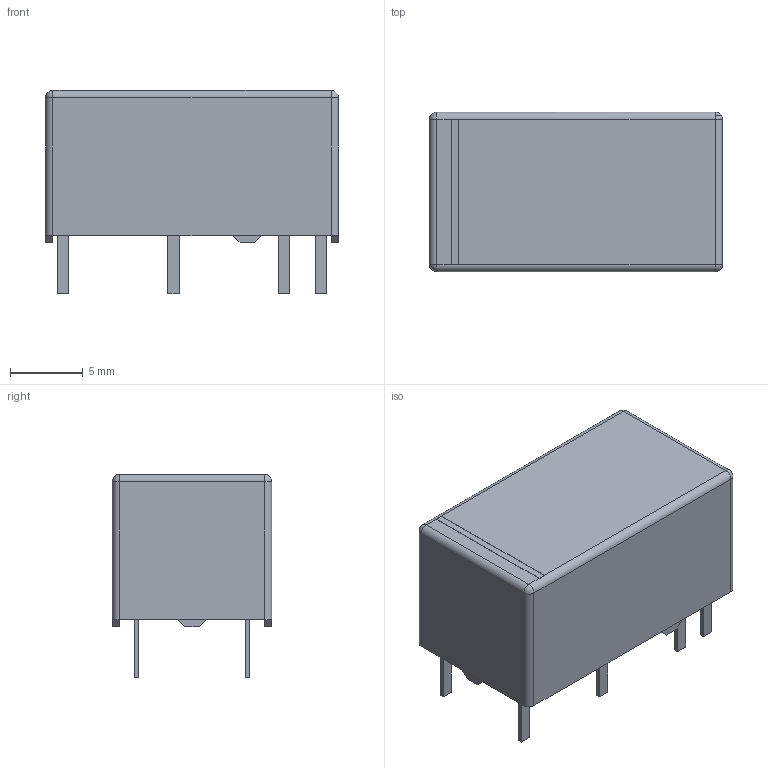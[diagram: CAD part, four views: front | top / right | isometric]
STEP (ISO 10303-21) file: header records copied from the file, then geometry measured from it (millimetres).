
FILE_DESCRIPTION((''),'2;1');
FILE_NAME('REL_PANASONIC_DSP2-L2.stp','2012-12-06T10:48:25',(''),(''),'Mechanical Desktop 2011','Mechanical Desktop 2011',', , ');
FILE_SCHEMA(('AUTOMOTIVE_DESIGN { 1 2 10303 214 1 1 1 1 }'));
Length unit declared in the file: millimetre
Products named in the file (1): Product
Bounding box: 20.2 x 11 x 14 mm (x, y, z)
Volume: 2225.8 mm3; surface area: 1147.2 mm2
Topology: 14 solids, 14 shells, 103 faces, 213 edges, 137 vertices
Faces by surface type: plane 62, bspline 28, cylinder 8, sphere 5
Entity records: 2703 total; most frequent: CARTESIAN_POINT 535, ORIENTED_EDGE 420, DIRECTION 383, EDGE_CURVE 210, VECTOR 191, LINE 191, VERTEX_POINT 135, EDGE_LOOP 103
